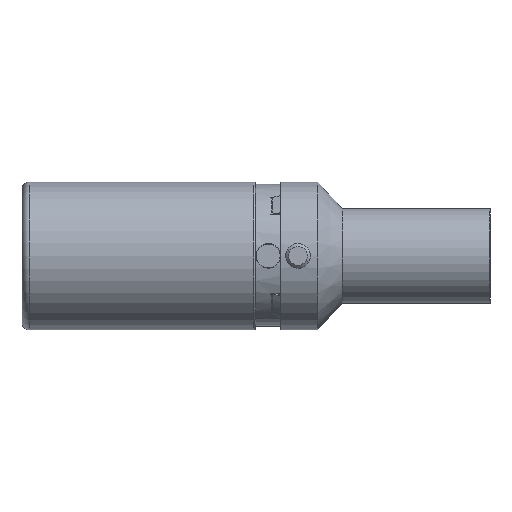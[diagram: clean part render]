
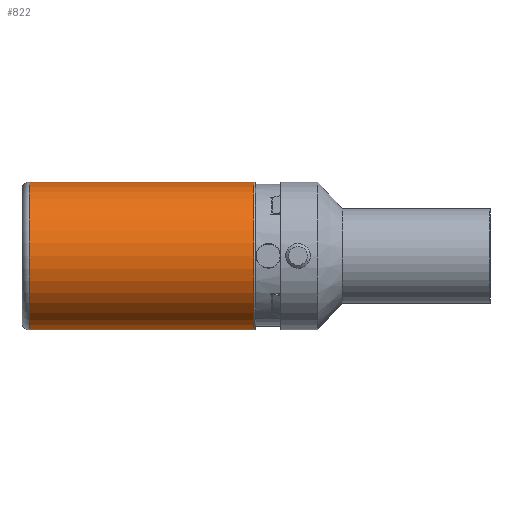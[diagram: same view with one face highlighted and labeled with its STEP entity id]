
A CAD part, top view. The second image highlights one B-rep face of the part: STEP entity #822.
In plain terms, the highlighted cylindrical face has radius 19.05 mm (diameter 38.1 mm), a partial arc.
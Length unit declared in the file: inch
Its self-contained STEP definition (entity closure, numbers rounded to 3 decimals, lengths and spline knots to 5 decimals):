
#16 = ORIENTED_EDGE ( 'NONE', *, *, #2896, .T. ) ;
#74 = CARTESIAN_POINT ( 'NONE',  ( -4.19773, -0.03245, 1.02346 ) ) ;
#96 = LINE ( 'NONE', #1523, #4896 ) ;
#318 = EDGE_LOOP ( 'NONE', ( #16, #1299, #1200, #2226 ) ) ;
#360 = EDGE_CURVE ( 'NONE', #4089, #2543, #2062, .T. ) ;
#428 = CARTESIAN_POINT ( 'NONE',  ( -1.89867, -0.03245, 1.02346 ) ) ;
#477 = DIRECTION ( 'NONE',  ( -1., 0., 0. ) ) ;
#574 = EDGE_CURVE ( 'NONE', #1472, #2543, #96, .T. ) ;
#599 = CARTESIAN_POINT ( 'NONE',  ( -1.91836, -0.03245, 1.02346 ) ) ;
#685 = CYLINDRICAL_SURFACE ( 'NONE', #2610, 0.75 ) ;
#801 = DIRECTION ( 'NONE',  ( -1., 0., 0. ) ) ;
#822 = ADVANCED_FACE ( 'NONE', ( #2688 ), #685, .T. ) ;
#965 = VERTEX_POINT ( 'NONE', #2668 ) ;
#1175 = DIRECTION ( 'NONE',  ( 0., -1., 0. ) ) ;
#1200 = ORIENTED_EDGE ( 'NONE', *, *, #360, .F. ) ;
#1299 = ORIENTED_EDGE ( 'NONE', *, *, #574, .T. ) ;
#1472 = VERTEX_POINT ( 'NONE', #3173 ) ;
#1523 = CARTESIAN_POINT ( 'NONE',  ( -1.91836, 0.71755, 1.02346 ) ) ;
#1750 = DIRECTION ( 'NONE',  ( -1., 0., 0. ) ) ;
#1925 = CARTESIAN_POINT ( 'NONE',  ( -1.91836, -0.78245, 1.02346 ) ) ;
#2062 = CIRCLE ( 'NONE', #2717, 0.75 ) ;
#2100 = CIRCLE ( 'NONE', #4876, 0.75 ) ;
#2226 = ORIENTED_EDGE ( 'NONE', *, *, #2952, .F. ) ;
#2397 = DIRECTION ( 'NONE',  ( 0., -1., 0. ) ) ;
#2543 = VERTEX_POINT ( 'NONE', #4470 ) ;
#2610 = AXIS2_PLACEMENT_3D ( 'NONE', #428, #3177, #1175 ) ;
#2668 = CARTESIAN_POINT ( 'NONE',  ( -1.91836, -0.78245, 1.02346 ) ) ;
#2688 = FACE_OUTER_BOUND ( 'NONE', #318, .T. ) ;
#2717 = AXIS2_PLACEMENT_3D ( 'NONE', #74, #477, #2397 ) ;
#2896 = EDGE_CURVE ( 'NONE', #965, #1472, #2100, .T. ) ;
#2919 = DIRECTION ( 'NONE',  ( 0., -1., 0. ) ) ;
#2952 = EDGE_CURVE ( 'NONE', #965, #4089, #4653, .T. ) ;
#3055 = DIRECTION ( 'NONE',  ( -1., 0., 0. ) ) ;
#3173 = CARTESIAN_POINT ( 'NONE',  ( -1.91836, 0.71755, 1.02346 ) ) ;
#3177 = DIRECTION ( 'NONE',  ( -1., 0., 0. ) ) ;
#3416 = CARTESIAN_POINT ( 'NONE',  ( -4.19773, -0.78245, 1.02346 ) ) ;
#4089 = VERTEX_POINT ( 'NONE', #3416 ) ;
#4256 = VECTOR ( 'NONE', #801, 39.37008 ) ;
#4470 = CARTESIAN_POINT ( 'NONE',  ( -4.19773, 0.71755, 1.02346 ) ) ;
#4653 = LINE ( 'NONE', #1925, #4256 ) ;
#4876 = AXIS2_PLACEMENT_3D ( 'NONE', #599, #1750, #2919 ) ;
#4896 = VECTOR ( 'NONE', #3055, 39.37008 ) ;
